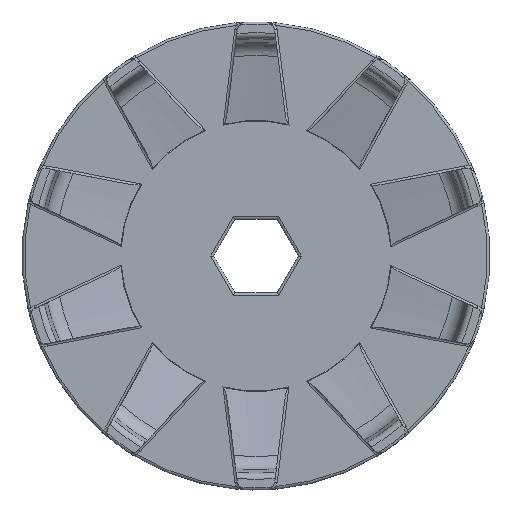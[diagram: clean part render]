
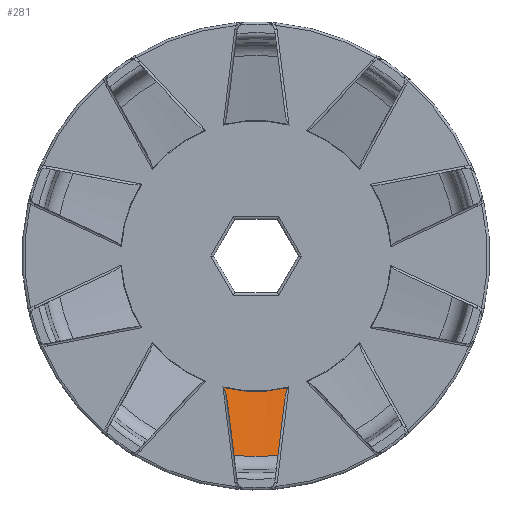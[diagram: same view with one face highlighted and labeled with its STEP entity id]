
A CAD part, front view. The second image highlights one B-rep face of the part: STEP entity #281.
In plain terms, the highlighted conical face has half-angle 78.158 degrees and reference radius 53.94 mm.
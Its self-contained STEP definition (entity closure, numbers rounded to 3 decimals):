
#281=ADVANCED_FACE('',(#905),#906,.F.);
#905=FACE_OUTER_BOUND('',#5570,.T.);
#906=CONICAL_SURFACE('',#5571,53.94,1.364);
#5570=EDGE_LOOP('',(#9631,#9632,#9633,#9634,#9635,#9636));
#5571=AXIS2_PLACEMENT_3D('',#9637,#9638,#9639);
#9631=ORIENTED_EDGE('',*,*,#10981,.T.);
#9632=ORIENTED_EDGE('',*,*,#11611,.T.);
#9633=ORIENTED_EDGE('',*,*,#10977,.T.);
#9634=ORIENTED_EDGE('',*,*,#11243,.F.);
#9635=ORIENTED_EDGE('',*,*,#11610,.F.);
#9636=ORIENTED_EDGE('',*,*,#11253,.T.);
#9637=CARTESIAN_POINT('',(0.0,17.408,0.0));
#9638=DIRECTION('',(0.0,-1.0,-0.0));
#9639=DIRECTION('',(0.0,0.0,-1.0));
#10977=EDGE_CURVE('',#12142,#12149,#12151,.T.);
#10981=EDGE_CURVE('',#12159,#12157,#12160,.T.);
#11243=EDGE_CURVE('',#12599,#12149,#12600,.T.);
#11253=EDGE_CURVE('',#12616,#12159,#12617,.T.);
#11610=EDGE_CURVE('',#12616,#12599,#13190,.T.);
#11611=EDGE_CURVE('',#12157,#12142,#13191,.T.);
#12142=VERTEX_POINT('',#14331);
#12149=VERTEX_POINT('',#14342);
#12151=B_SPLINE_CURVE_WITH_KNOTS('',3,(#14345,#14346,#14347,#14348,#14349,#14350,#14351,#14352,#14353,#14354,#14355,#14356),.UNSPECIFIED.,.F.,.F.,(4,2,2,2,2,4),(0.0,0.,0.001,0.001,0.003,0.005),.UNSPECIFIED.);
#12157=VERTEX_POINT('',#14363);
#12159=VERTEX_POINT('',#14368);
#12160=B_SPLINE_CURVE_WITH_KNOTS('',3,(#14369,#14370,#14371,#14372,#14373,#14374,#14375,#14376,#14377,#14378,#14379,#14380),.UNSPECIFIED.,.F.,.F.,(4,2,2,2,2,4),(0.,0.003,0.004,0.005,0.005,0.005),.UNSPECIFIED.);
#12599=VERTEX_POINT('',#15474);
#12600=B_SPLINE_CURVE_WITH_KNOTS('',3,(#15475,#15476,#15477,#15478),.UNSPECIFIED.,.F.,.F.,(4,4),(0.,0.022),.UNSPECIFIED.);
#12616=VERTEX_POINT('',#15543);
#12617=B_SPLINE_CURVE_WITH_KNOTS('',3,(#15544,#15545,#15546,#15547),.UNSPECIFIED.,.F.,.F.,(4,4),(0.,0.022),.UNSPECIFIED.);
#13190=CIRCLE('',#17523,79.932);
#13191=CIRCLE('',#17524,54.042);
#14331=CARTESIAN_POINT('',(-12.944,17.387,-52.469));
#14342=CARTESIAN_POINT('',(-11.498,16.408,-57.573));
#14345=CARTESIAN_POINT('',(-12.944,17.387,-52.469));
#14346=CARTESIAN_POINT('',(-12.867,17.374,-52.555));
#14347=CARTESIAN_POINT('',(-12.806,17.357,-52.649));
#14348=CARTESIAN_POINT('',(-12.694,17.323,-52.843));
#14349=CARTESIAN_POINT('',(-12.643,17.305,-52.944));
#14350=CARTESIAN_POINT('',(-12.501,17.25,-53.25));
#14351=CARTESIAN_POINT('',(-12.421,17.211,-53.459));
#14352=CARTESIAN_POINT('',(-12.2,17.092,-54.089));
#14353=CARTESIAN_POINT('',(-12.081,17.01,-54.517));
#14354=CARTESIAN_POINT('',(-11.764,16.759,-55.812));
#14355=CARTESIAN_POINT('',(-11.61,16.585,-56.69));
#14356=CARTESIAN_POINT('',(-11.498,16.408,-57.573));
#14363=CARTESIAN_POINT('',(12.839,17.387,-52.495));
#14368=CARTESIAN_POINT('',(11.419,16.408,-57.588));
#14369=CARTESIAN_POINT('',(11.419,16.408,-57.588));
#14370=CARTESIAN_POINT('',(11.526,16.585,-56.708));
#14371=CARTESIAN_POINT('',(11.676,16.759,-55.832));
#14372=CARTESIAN_POINT('',(11.987,17.01,-54.538));
#14373=CARTESIAN_POINT('',(12.104,17.093,-54.11));
#14374=CARTESIAN_POINT('',(12.323,17.211,-53.478));
#14375=CARTESIAN_POINT('',(12.402,17.25,-53.27));
#14376=CARTESIAN_POINT('',(12.541,17.305,-52.967));
#14377=CARTESIAN_POINT('',(12.591,17.323,-52.868));
#14378=CARTESIAN_POINT('',(12.702,17.357,-52.675));
#14379=CARTESIAN_POINT('',(12.762,17.373,-52.581));
#14380=CARTESIAN_POINT('',(12.839,17.387,-52.495));
#15474=CARTESIAN_POINT('',(-8.735,11.959,-79.453));
#15475=CARTESIAN_POINT('',(-8.735,11.959,-79.453));
#15476=CARTESIAN_POINT('',(-9.656,13.457,-72.163));
#15477=CARTESIAN_POINT('',(-10.577,14.946,-64.87));
#15478=CARTESIAN_POINT('',(-11.498,16.408,-57.573));
#15543=CARTESIAN_POINT('',(8.763,11.959,-79.45));
#15544=CARTESIAN_POINT('',(8.763,11.959,-79.45));
#15545=CARTESIAN_POINT('',(9.648,13.456,-72.166));
#15546=CARTESIAN_POINT('',(10.533,14.945,-64.88));
#15547=CARTESIAN_POINT('',(11.419,16.408,-57.588));
#17523=AXIS2_PLACEMENT_3D('',#19305,#19306,#19307);
#17524=AXIS2_PLACEMENT_3D('',#19308,#19309,#19310);
#19305=CARTESIAN_POINT('',(0.0,11.959,0.0));
#19306=DIRECTION('',(-0.0,1.0,0.0));
#19307=DIRECTION('',(0.0,0.0,1.0));
#19308=CARTESIAN_POINT('',(0.0,17.387,0.0));
#19309=DIRECTION('',(-0.0,1.0,0.0));
#19310=DIRECTION('',(0.0,0.0,1.0));
